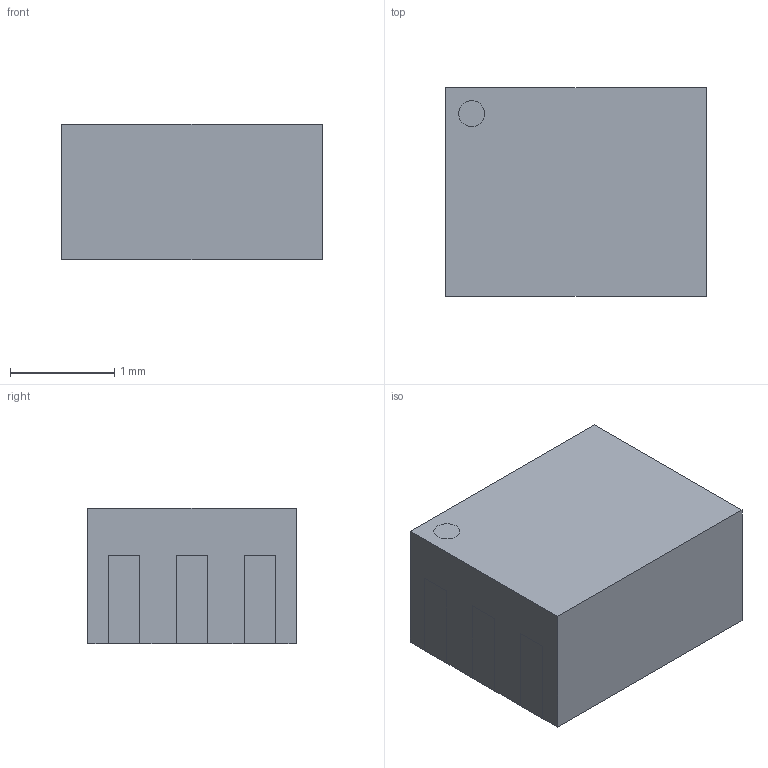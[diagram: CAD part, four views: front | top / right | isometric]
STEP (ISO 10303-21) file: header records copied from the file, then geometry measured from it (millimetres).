
FILE_DESCRIPTION(/* description */ ('model of L_CommonModeChoke_TDK_ACM2520-3P'),/* implementation_level */ '2;1');
FILE_NAME(/* name */ 'L_CommonModeChoke_TDK_ACM2520-3P.step',/* time_stamp */ '1970-01-01T00:00:00',/* author */ ('KiCAD','kicad'),/* organization */ ('OCCT'),/* preprocessor_version */ '',/* originating_system */ 'KiCAD',/* authorisation */ '');
FILE_SCHEMA(('AUTOMOTIVE_DESIGN { 1 0 10303 214 1 1 1 1 }'));
Length unit declared in the file: millimetre
Products named in the file (1): L_CommonModeChoke_TDK_ACM2520-3P
Bounding box: 2.5 x 2 x 1.3 mm (x, y, z)
Volume: 6.5 mm3; surface area: 21.7 mm2
Topology: 1 solids, 1 shells, 19 faces, 61 edges, 45 vertices
Faces by surface type: plane 19
Entity records: 512 total; most frequent: ORIENTED_EDGE 104, EDGE_CURVE 61, CARTESIAN_POINT 59, LINE 48, VERTEX_POINT 45, AXIS2_PLACEMENT_3D 27, FACE_BOUND 20, EDGE_LOOP 20
